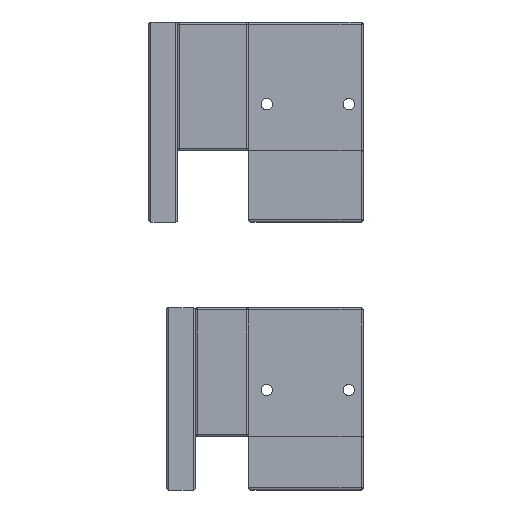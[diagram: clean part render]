
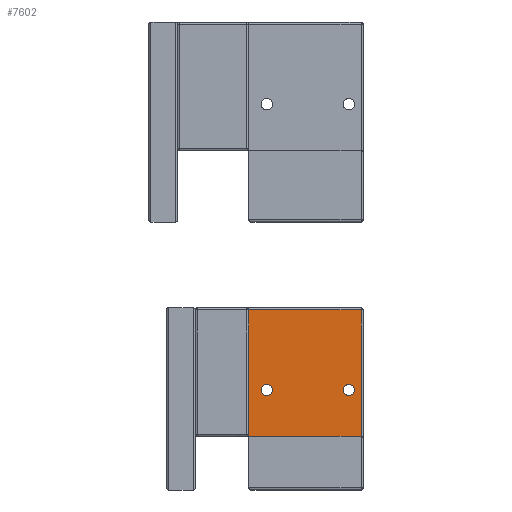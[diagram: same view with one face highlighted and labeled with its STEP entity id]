
A CAD part, left-side view. The second image highlights one B-rep face of the part: STEP entity #7602.
In plain terms, the highlighted planar face has unit normal (-1, 0, 0).
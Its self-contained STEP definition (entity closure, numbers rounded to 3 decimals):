
#424=FACE_BOUND('',#2308,.T.);
#425=FACE_BOUND('',#2309,.T.);
#723=LINE('',#13503,#1119);
#724=LINE('',#13506,#1120);
#726=LINE('',#13510,#1122);
#727=LINE('',#13512,#1123);
#1119=VECTOR('',#10752,10.);
#1120=VECTOR('',#10757,10.);
#1122=VECTOR('',#10763,10.);
#1123=VECTOR('',#10766,10.);
#1339=PLANE('',#8569);
#1716=FACE_OUTER_BOUND('',#2307,.T.);
#2307=EDGE_LOOP('',(#6323,#6324,#6325,#6326));
#2308=EDGE_LOOP('',(#6327));
#2309=EDGE_LOOP('',(#6328));
#2961=CIRCLE('',#8570,1.6);
#2962=CIRCLE('',#8571,1.6);
#3528=VERTEX_POINT('',#13211);
#3598=VERTEX_POINT('',#13422);
#3599=VERTEX_POINT('',#13426);
#3611=VERTEX_POINT('',#13502);
#3612=VERTEX_POINT('',#13513);
#3613=VERTEX_POINT('',#13515);
#4547=EDGE_CURVE('',#3611,#3599,#723,.T.);
#4549=EDGE_CURVE('',#3599,#3598,#724,.T.);
#4551=EDGE_CURVE('',#3528,#3598,#726,.T.);
#4552=EDGE_CURVE('',#3611,#3528,#727,.T.);
#4553=EDGE_CURVE('',#3612,#3612,#2961,.T.);
#4554=EDGE_CURVE('',#3613,#3613,#2962,.T.);
#6323=ORIENTED_EDGE('',*,*,#4549,.T.);
#6324=ORIENTED_EDGE('',*,*,#4551,.F.);
#6325=ORIENTED_EDGE('',*,*,#4552,.F.);
#6326=ORIENTED_EDGE('',*,*,#4547,.T.);
#6327=ORIENTED_EDGE('',*,*,#4553,.F.);
#6328=ORIENTED_EDGE('',*,*,#4554,.F.);
#7602=ADVANCED_FACE('',(#1716,#424,#425),#1339,.F.);
#8569=AXIS2_PLACEMENT_3D('',#13511,#10764,#10765);
#8570=AXIS2_PLACEMENT_3D('',#13514,#10767,#10768);
#8571=AXIS2_PLACEMENT_3D('',#13516,#10769,#10770);
#10752=DIRECTION('',(0.,0.,1.));
#10757=DIRECTION('',(0.,1.,0.));
#10763=DIRECTION('',(0.,0.,1.));
#10764=DIRECTION('center_axis',(1.,0.,0.));
#10765=DIRECTION('ref_axis',(0.,0.,-1.));
#10766=DIRECTION('',(0.,1.,0.));
#10767=DIRECTION('center_axis',(-1.,0.,0.));
#10768=DIRECTION('ref_axis',(0.,-1.,0.));
#10769=DIRECTION('center_axis',(-1.,0.,0.));
#10770=DIRECTION('ref_axis',(0.,-1.,0.));
#13211=CARTESIAN_POINT('',(-81.6,32.,-13.));
#13422=CARTESIAN_POINT('',(-81.6,32.,22.4));
#13426=CARTESIAN_POINT('',(-81.6,0.6,22.4));
#13502=CARTESIAN_POINT('',(-81.6,0.6,-13.));
#13503=CARTESIAN_POINT('',(-81.6,0.6,14.));
#13506=CARTESIAN_POINT('',(-81.6,0.,22.4));
#13510=CARTESIAN_POINT('',(-81.6,32.,14.));
#13511=CARTESIAN_POINT('Origin',(-81.6,0.,23.));
#13512=CARTESIAN_POINT('',(-81.6,0.,-13.));
#13513=CARTESIAN_POINT('',(-81.6,5.6,0.));
#13514=CARTESIAN_POINT('Origin',(-81.6,4.,0.));
#13515=CARTESIAN_POINT('',(-81.6,28.6,0.));
#13516=CARTESIAN_POINT('Origin',(-81.6,27.,0.));
